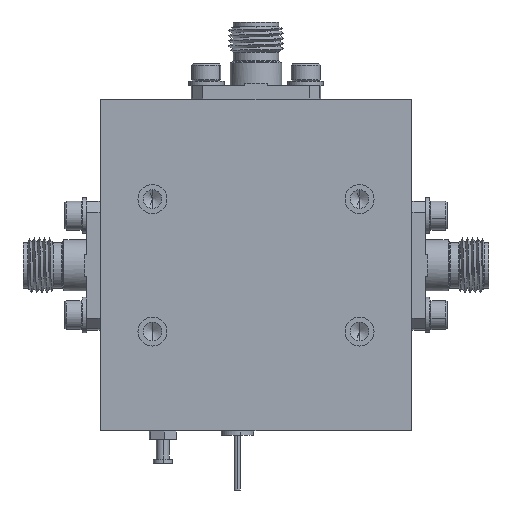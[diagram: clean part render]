
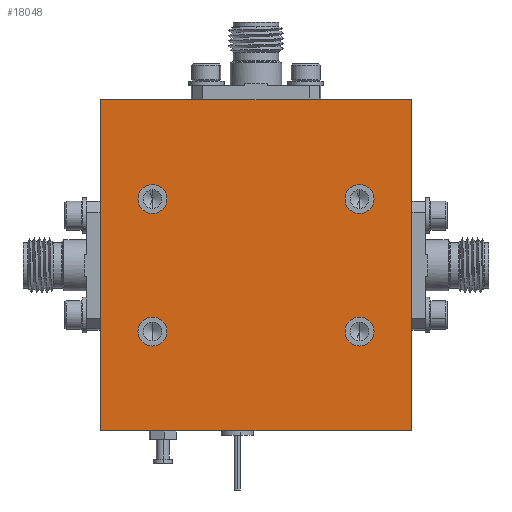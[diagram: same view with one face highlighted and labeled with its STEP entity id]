
A CAD part, front view. The second image highlights one B-rep face of the part: STEP entity #18048.
In plain terms, the highlighted planar face has unit normal (0, -1, 0).
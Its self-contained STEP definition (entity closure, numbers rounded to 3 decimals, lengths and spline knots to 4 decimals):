
#134 = DIRECTION ( 'NONE',  ( 0., 0., -1. ) ) ;
#2018 = AXIS2_PLACEMENT_3D ( 'NONE', #35041, #51590, #13070 ) ;
#2075 = AXIS2_PLACEMENT_3D ( 'NONE', #16799, #38414, #11746 ) ;
#2392 = CIRCLE ( 'NONE', #13894, 0.07 ) ;
#2849 = VERTEX_POINT ( 'NONE', #44104 ) ;
#3248 = VERTEX_POINT ( 'NONE', #61969 ) ;
#4070 = FACE_OUTER_BOUND ( 'NONE', #4289, .T. ) ;
#4135 = CIRCLE ( 'NONE', #14604, 0.07 ) ;
#4289 = EDGE_LOOP ( 'NONE', ( #46871, #6398, #48016, #52095 ) ) ;
#4366 = LINE ( 'NONE', #15514, #13879 ) ;
#4812 = EDGE_CURVE ( 'NONE', #15766, #53916, #25484, .T. ) ;
#6398 = ORIENTED_EDGE ( 'NONE', *, *, #62081, .F. ) ;
#6414 = AXIS2_PLACEMENT_3D ( 'NONE', #69438, #21242, #64773 ) ;
#6512 = VECTOR ( 'NONE', #10461, 39.3701 ) ;
#6787 = EDGE_CURVE ( 'NONE', #71162, #58631, #54340, .T. ) ;
#8917 = EDGE_CURVE ( 'NONE', #58631, #71162, #16805, .T. ) ;
#9470 = DIRECTION ( 'NONE',  ( 0., 0., 1. ) ) ;
#10461 = DIRECTION ( 'NONE',  ( 1., 0., 0. ) ) ;
#10489 = AXIS2_PLACEMENT_3D ( 'NONE', #15286, #63868, #59532 ) ;
#10900 = EDGE_CURVE ( 'NONE', #50656, #22359, #59032, .T. ) ;
#11746 = DIRECTION ( 'NONE',  ( 0., 0., -1. ) ) ;
#12542 = CARTESIAN_POINT ( 'NONE',  ( -1.8178, 0.0203, 0.8317 ) ) ;
#13070 = DIRECTION ( 'NONE',  ( 0., 0., -1. ) ) ;
#13611 = DIRECTION ( 'NONE',  ( 0., 0., -1. ) ) ;
#13879 = VECTOR ( 'NONE', #14803, 39.3701 ) ;
#13894 = AXIS2_PLACEMENT_3D ( 'NONE', #47428, #52471, #69360 ) ;
#14604 = AXIS2_PLACEMENT_3D ( 'NONE', #39692, #16694, #134 ) ;
#14803 = DIRECTION ( 'NONE',  ( 0., 0., -1. ) ) ;
#15258 = CARTESIAN_POINT ( 'NONE',  ( -0.8178, 0.0203, 0.1217 ) ) ;
#15286 = CARTESIAN_POINT ( 'NONE',  ( -0.8178, 0.0203, 0.8317 ) ) ;
#15514 = CARTESIAN_POINT ( 'NONE',  ( -0.5678, 0.0203, 1.3117 ) ) ;
#15766 = VERTEX_POINT ( 'NONE', #29090 ) ;
#16694 = DIRECTION ( 'NONE',  ( 0., -1., 0. ) ) ;
#16799 = CARTESIAN_POINT ( 'NONE',  ( -1.8178, 0.0203, 0.1917 ) ) ;
#16805 = CIRCLE ( 'NONE', #6414, 0.07 ) ;
#17281 = CARTESIAN_POINT ( 'NONE',  ( -2.0678, 0.0203, 1.3117 ) ) ;
#18048 = ADVANCED_FACE ( 'NONE', ( #31108, #32166, #42590, #63453, #4070 ), #58771, .F. ) ;
#18360 = ORIENTED_EDGE ( 'NONE', *, *, #8917, .F. ) ;
#18684 = DIRECTION ( 'NONE',  ( 0., -1., 0. ) ) ;
#19100 = CIRCLE ( 'NONE', #37486, 0.07 ) ;
#19208 = CARTESIAN_POINT ( 'NONE',  ( -0.5678, 0.0203, -0.2883 ) ) ;
#20708 = CARTESIAN_POINT ( 'NONE',  ( -0.5678, 0.0203, 1.3117 ) ) ;
#20807 = VERTEX_POINT ( 'NONE', #49820 ) ;
#21242 = DIRECTION ( 'NONE',  ( 0., -1., 0. ) ) ;
#22359 = VERTEX_POINT ( 'NONE', #20708 ) ;
#23212 = EDGE_CURVE ( 'NONE', #2849, #49975, #19100, .T. ) ;
#23330 = AXIS2_PLACEMENT_3D ( 'NONE', #12542, #18684, #13611 ) ;
#25484 = CIRCLE ( 'NONE', #10489, 0.07 ) ;
#28590 = ORIENTED_EDGE ( 'NONE', *, *, #36875, .F. ) ;
#29090 = CARTESIAN_POINT ( 'NONE',  ( -0.8178, 0.0203, 0.7617 ) ) ;
#30579 = EDGE_LOOP ( 'NONE', ( #61951, #30880 ) ) ;
#30880 = ORIENTED_EDGE ( 'NONE', *, *, #68833, .F. ) ;
#30960 = EDGE_LOOP ( 'NONE', ( #46048, #28590 ) ) ;
#31108 = FACE_BOUND ( 'NONE', #30579, .T. ) ;
#32166 = FACE_BOUND ( 'NONE', #30960, .T. ) ;
#33181 = EDGE_CURVE ( 'NONE', #20807, #50656, #69251, .T. ) ;
#35041 = CARTESIAN_POINT ( 'NONE',  ( -0.8178, 0.0203, 0.8317 ) ) ;
#35610 = CARTESIAN_POINT ( 'NONE',  ( -1.8178, 0.0203, 0.7617 ) ) ;
#35767 = DIRECTION ( 'NONE',  ( -1., 0., 0. ) ) ;
#35930 = ORIENTED_EDGE ( 'NONE', *, *, #53556, .F. ) ;
#36875 = EDGE_CURVE ( 'NONE', #53916, #15766, #56001, .T. ) ;
#37486 = AXIS2_PLACEMENT_3D ( 'NONE', #54175, #65321, #70707 ) ;
#38208 = CARTESIAN_POINT ( 'NONE',  ( -0.8178, 0.0203, 0.2617 ) ) ;
#38414 = DIRECTION ( 'NONE',  ( 0., -1., 0. ) ) ;
#38790 = VERTEX_POINT ( 'NONE', #38208 ) ;
#39692 = CARTESIAN_POINT ( 'NONE',  ( -0.8178, 0.0203, 0.1917 ) ) ;
#41205 = DIRECTION ( 'NONE',  ( 0., 0., 1. ) ) ;
#42222 = DIRECTION ( 'NONE',  ( 0., 1., 0. ) ) ;
#42590 = FACE_BOUND ( 'NONE', #49094, .T. ) ;
#43064 = CARTESIAN_POINT ( 'NONE',  ( -1.8178, 0.0203, 0.9017 ) ) ;
#44104 = CARTESIAN_POINT ( 'NONE',  ( -1.8178, 0.0203, 0.2617 ) ) ;
#46048 = ORIENTED_EDGE ( 'NONE', *, *, #4812, .F. ) ;
#46838 = ORIENTED_EDGE ( 'NONE', *, *, #6787, .F. ) ;
#46871 = ORIENTED_EDGE ( 'NONE', *, *, #33181, .F. ) ;
#47158 = EDGE_LOOP ( 'NONE', ( #46838, #18360 ) ) ;
#47428 = CARTESIAN_POINT ( 'NONE',  ( -0.8178, 0.0203, 0.1917 ) ) ;
#48016 = ORIENTED_EDGE ( 'NONE', *, *, #54377, .F. ) ;
#49094 = EDGE_LOOP ( 'NONE', ( #35930, #58684 ) ) ;
#49244 = CIRCLE ( 'NONE', #2075, 0.07 ) ;
#49820 = CARTESIAN_POINT ( 'NONE',  ( -2.0678, 0.0203, -0.2883 ) ) ;
#49975 = VERTEX_POINT ( 'NONE', #65046 ) ;
#50656 = VERTEX_POINT ( 'NONE', #17281 ) ;
#51590 = DIRECTION ( 'NONE',  ( 0., -1., 0. ) ) ;
#52095 = ORIENTED_EDGE ( 'NONE', *, *, #10900, .F. ) ;
#52471 = DIRECTION ( 'NONE',  ( 0., -1., 0. ) ) ;
#53556 = EDGE_CURVE ( 'NONE', #49975, #2849, #49244, .T. ) ;
#53916 = VERTEX_POINT ( 'NONE', #71030 ) ;
#54086 = CARTESIAN_POINT ( 'NONE',  ( -1.3178, 0.0203, 0.5117 ) ) ;
#54175 = CARTESIAN_POINT ( 'NONE',  ( -1.8178, 0.0203, 0.1917 ) ) ;
#54340 = CIRCLE ( 'NONE', #23330, 0.07 ) ;
#54377 = EDGE_CURVE ( 'NONE', #22359, #3248, #4366, .T. ) ;
#54931 = AXIS2_PLACEMENT_3D ( 'NONE', #54086, #42222, #9470 ) ;
#55189 = VERTEX_POINT ( 'NONE', #15258 ) ;
#56001 = CIRCLE ( 'NONE', #2018, 0.07 ) ;
#57029 = CARTESIAN_POINT ( 'NONE',  ( -2.0678, 0.0203, 1.3117 ) ) ;
#58631 = VERTEX_POINT ( 'NONE', #43064 ) ;
#58684 = ORIENTED_EDGE ( 'NONE', *, *, #23212, .F. ) ;
#58689 = VECTOR ( 'NONE', #35767, 39.3701 ) ;
#58771 = PLANE ( 'NONE',  #54931 ) ;
#59032 = LINE ( 'NONE', #65849, #6512 ) ;
#59532 = DIRECTION ( 'NONE',  ( 0., 0., -1. ) ) ;
#59899 = EDGE_CURVE ( 'NONE', #55189, #38790, #2392, .T. ) ;
#61951 = ORIENTED_EDGE ( 'NONE', *, *, #59899, .F. ) ;
#61969 = CARTESIAN_POINT ( 'NONE',  ( -0.5678, 0.0203, -0.2883 ) ) ;
#62081 = EDGE_CURVE ( 'NONE', #3248, #20807, #63433, .T. ) ;
#63285 = VECTOR ( 'NONE', #41205, 39.3701 ) ;
#63433 = LINE ( 'NONE', #19208, #58689 ) ;
#63453 = FACE_BOUND ( 'NONE', #47158, .T. ) ;
#63868 = DIRECTION ( 'NONE',  ( 0., -1., 0. ) ) ;
#64773 = DIRECTION ( 'NONE',  ( 0., 0., -1. ) ) ;
#65046 = CARTESIAN_POINT ( 'NONE',  ( -1.8178, 0.0203, 0.1217 ) ) ;
#65321 = DIRECTION ( 'NONE',  ( 0., -1., 0. ) ) ;
#65849 = CARTESIAN_POINT ( 'NONE',  ( -0.5678, 0.0203, 1.3117 ) ) ;
#68833 = EDGE_CURVE ( 'NONE', #38790, #55189, #4135, .T. ) ;
#69251 = LINE ( 'NONE', #57029, #63285 ) ;
#69360 = DIRECTION ( 'NONE',  ( 0., 0., -1. ) ) ;
#69438 = CARTESIAN_POINT ( 'NONE',  ( -1.8178, 0.0203, 0.8317 ) ) ;
#70707 = DIRECTION ( 'NONE',  ( 0., 0., -1. ) ) ;
#71030 = CARTESIAN_POINT ( 'NONE',  ( -0.8178, 0.0203, 0.9017 ) ) ;
#71162 = VERTEX_POINT ( 'NONE', #35610 ) ;
